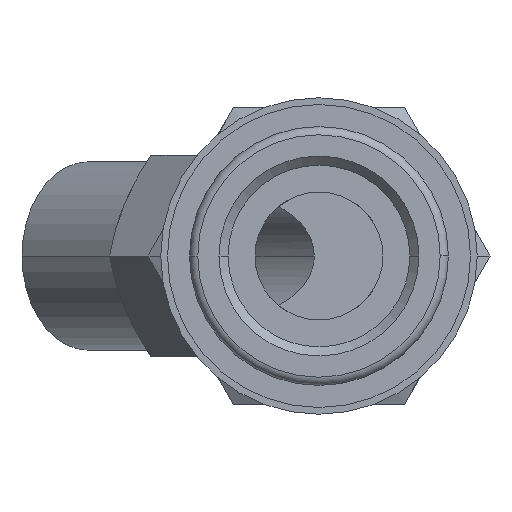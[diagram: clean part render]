
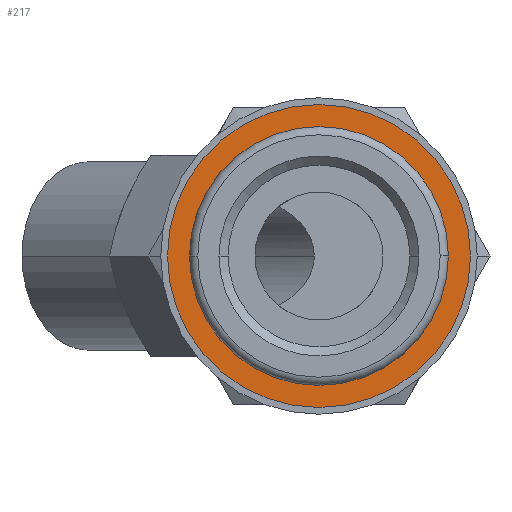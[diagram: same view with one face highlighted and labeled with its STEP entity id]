
A CAD part, front view. The second image highlights one B-rep face of the part: STEP entity #217.
In plain terms, the highlighted planar face has unit normal (0, -1, 0).
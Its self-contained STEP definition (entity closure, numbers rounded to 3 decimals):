
#217=ADVANCED_FACE('',(#455,#456),#457,.T.);
#455=FACE_BOUND('',#704,.T.);
#456=FACE_OUTER_BOUND('',#705,.T.);
#457=PLANE('',#706);
#704=EDGE_LOOP('',(#1254,#1255,#1256));
#705=EDGE_LOOP('',(#1257,#1258));
#706=AXIS2_PLACEMENT_3D('',#1259,#1260,#1261);
#1254=ORIENTED_EDGE('',*,*,#1429,.T.);
#1255=ORIENTED_EDGE('',*,*,#1499,.T.);
#1256=ORIENTED_EDGE('',*,*,#1430,.T.);
#1257=ORIENTED_EDGE('',*,*,#1584,.F.);
#1258=ORIENTED_EDGE('',*,*,#1518,.F.);
#1259=CARTESIAN_POINT('',(5.625,3.6,0.0));
#1260=DIRECTION('',(-0.0,-1.0,-0.0));
#1261=DIRECTION('',(-1.0,0.0,0.0));
#1429=EDGE_CURVE('',#1694,#1692,#1695,.T.);
#1430=EDGE_CURVE('',#1696,#1694,#1697,.T.);
#1499=EDGE_CURVE('',#1692,#1696,#1809,.T.);
#1518=EDGE_CURVE('',#1834,#1832,#1836,.T.);
#1584=EDGE_CURVE('',#1832,#1834,#1925,.T.);
#1692=VERTEX_POINT('',#2068);
#1694=VERTEX_POINT('',#2070);
#1695=CIRCLE('',#2071,9.156);
#1696=VERTEX_POINT('',#2072);
#1697=CIRCLE('',#2073,9.156);
#1809=CIRCLE('',#2269,9.156);
#1832=VERTEX_POINT('',#2315);
#1834=VERTEX_POINT('',#2318);
#1836=CIRCLE('',#2321,11.25);
#1925=CIRCLE('',#2581,11.25);
#2068=CARTESIAN_POINT('',(9.156,3.6,0.));
#2070=CARTESIAN_POINT('',(0.,3.6,9.156));
#2071=AXIS2_PLACEMENT_3D('',#2916,#2917,#2918);
#2072=CARTESIAN_POINT('',(-9.156,3.6,0.));
#2073=AXIS2_PLACEMENT_3D('',#2919,#2920,#2921);
#2269=AXIS2_PLACEMENT_3D('',#3030,#3031,#3032);
#2315=CARTESIAN_POINT('',(11.25,3.6,0.0));
#2318=CARTESIAN_POINT('',(-11.25,3.6,0.));
#2321=AXIS2_PLACEMENT_3D('',#3060,#3061,#3062);
#2581=AXIS2_PLACEMENT_3D('',#3129,#3130,#3131);
#2916=CARTESIAN_POINT('',(0.0,3.6,0.0));
#2917=DIRECTION('',(0.0,1.0,0.0));
#2918=DIRECTION('',(0.0,0.0,-1.0));
#2919=CARTESIAN_POINT('',(0.0,3.6,0.0));
#2920=DIRECTION('',(0.0,1.0,0.0));
#2921=DIRECTION('',(0.0,0.0,-1.0));
#3030=CARTESIAN_POINT('',(0.0,3.6,0.0));
#3031=DIRECTION('',(0.0,1.0,0.0));
#3032=DIRECTION('',(0.0,0.0,-1.0));
#3060=CARTESIAN_POINT('',(0.0,3.6,0.0));
#3061=DIRECTION('',(-0.0,1.0,0.0));
#3062=DIRECTION('',(1.0,0.0,0.0));
#3129=CARTESIAN_POINT('',(0.0,3.6,0.0));
#3130=DIRECTION('',(-0.0,1.0,0.0));
#3131=DIRECTION('',(1.0,0.0,0.0));
